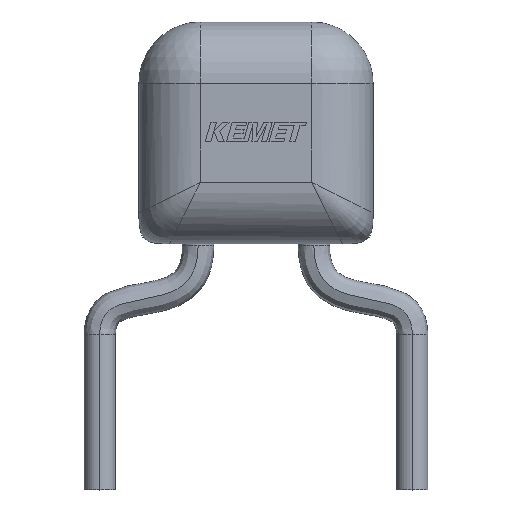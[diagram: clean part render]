
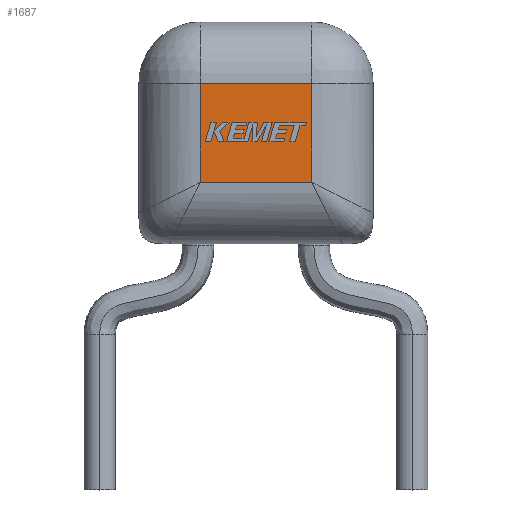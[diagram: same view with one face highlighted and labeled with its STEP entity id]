
A CAD part, top view. The second image highlights one B-rep face of the part: STEP entity #1687.
In plain terms, the highlighted planar face has unit normal (0, 0, 1).
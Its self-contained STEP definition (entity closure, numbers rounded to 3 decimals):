
#162=FACE_OUTER_BOUND('',#259,.T.);
#259=EDGE_LOOP('',(#1376,#1377,#1378,#1379));
#458=LINE('',#3009,#641);
#459=LINE('',#3011,#642);
#460=LINE('',#3013,#643);
#461=LINE('',#3014,#644);
#641=VECTOR('',#2193,1000.);
#642=VECTOR('',#2194,1000.);
#643=VECTOR('',#2195,1000.);
#644=VECTOR('',#2196,1000.);
#781=VERTEX_POINT('',#3007);
#782=VERTEX_POINT('',#3008);
#783=VERTEX_POINT('',#3010);
#784=VERTEX_POINT('',#3012);
#982=EDGE_CURVE('',#781,#782,#458,.T.);
#983=EDGE_CURVE('',#782,#783,#459,.T.);
#984=EDGE_CURVE('',#783,#784,#460,.T.);
#985=EDGE_CURVE('',#784,#781,#461,.T.);
#1376=ORIENTED_EDGE('',*,*,#982,.T.);
#1377=ORIENTED_EDGE('',*,*,#983,.T.);
#1378=ORIENTED_EDGE('',*,*,#984,.T.);
#1379=ORIENTED_EDGE('',*,*,#985,.T.);
#1527=PLANE('',#1820);
#1687=ADVANCED_FACE('',(#162),#1527,.F.);
#1820=AXIS2_PLACEMENT_3D('',#3006,#2191,#2192);
#2191=DIRECTION('center_axis',(0.,0.,-1.));
#2192=DIRECTION('ref_axis',(-1.,0.,0.));
#2193=DIRECTION('',(1.,0.,0.));
#2194=DIRECTION('',(0.,1.,0.));
#2195=DIRECTION('',(-1.,0.,0.));
#2196=DIRECTION('',(0.,-1.,0.));
#3006=CARTESIAN_POINT('Origin',(0.,0.,2.54));
#3007=CARTESIAN_POINT('',(1.,1.,2.54));
#3008=CARTESIAN_POINT('',(2.81,1.,2.54));
#3009=CARTESIAN_POINT('',(0.,1.,2.54));
#3010=CARTESIAN_POINT('',(2.81,2.608,2.54));
#3011=CARTESIAN_POINT('',(2.81,0.,2.54));
#3012=CARTESIAN_POINT('',(1.,2.608,2.54));
#3013=CARTESIAN_POINT('',(0.,2.608,2.54));
#3014=CARTESIAN_POINT('',(1.,0.,2.54));
